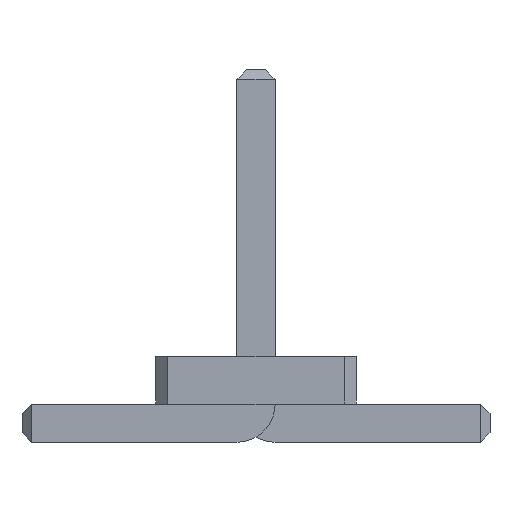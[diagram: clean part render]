
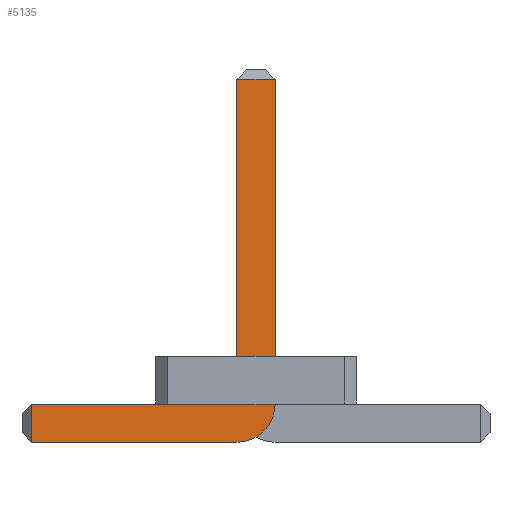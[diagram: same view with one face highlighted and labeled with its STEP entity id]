
A CAD part, front view. The second image highlights one B-rep face of the part: STEP entity #5135.
In plain terms, the highlighted planar face has unit normal (0, -1, 0).
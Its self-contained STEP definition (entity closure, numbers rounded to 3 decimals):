
#56=DIRECTION('',(0.,-1.,0.));
#67=DIRECTION('',(1.,0.,0.));
#1067=VECTOR('',#67,1.);
#1120=DIRECTION('',(-1.,0.,0.));
#2117=VECTOR('',#1120,1.);
#2281=DIRECTION('',(0.,0.,-1.));
#2300=VECTOR('',#2281,1.);
#4965=VECTOR('',#4966,1.);
#4966=DIRECTION('',(0.,0.,1.));
#4988=DIRECTION('',(-0.,-1.,-0.));
#4995=VERTEX_POINT('',#4996);
#4996=CARTESIAN_POINT('',(-2.35,-10.995,0.));
#4999=ORIENTED_EDGE('',*,*,#5000,.T.);
#5000=EDGE_CURVE('',#4995,#5001,#5003,.T.);
#5001=VERTEX_POINT('',#5002);
#5002=CARTESIAN_POINT('',(-0.2,-10.995,0.));
#5003=LINE('',#5004,#1067);
#5004=CARTESIAN_POINT('',(-2.45,-10.995,0.));
#5037=VERTEX_POINT('',#5038);
#5038=CARTESIAN_POINT('',(0.2,-10.995,0.4));
#5041=EDGE_CURVE('',#5001,#5037,#5042,.T.);
#5042=CIRCLE('',#5043,0.4);
#5043=AXIS2_PLACEMENT_3D('',#5044,#56,#2281);
#5044=CARTESIAN_POINT('',(-0.2,-10.995,0.4));
#5052=VERTEX_POINT('',#5044);
#5054=ORIENTED_EDGE('',*,*,#5055,.T.);
#5055=EDGE_CURVE('',#5052,#5056,#5058,.T.);
#5056=VERTEX_POINT('',#5057);
#5057=CARTESIAN_POINT('',(-2.35,-10.995,0.4));
#5058=LINE('',#5044,#2117);
#5068=ORIENTED_EDGE('',*,*,#5069,.T.);
#5069=EDGE_CURVE('',#5037,#5070,#5072,.T.);
#5070=VERTEX_POINT('',#5071);
#5071=CARTESIAN_POINT('',(0.2,-10.995,3.8));
#5072=LINE('',#5073,#4965);
#5073=CARTESIAN_POINT('',(0.2,-10.995,0.));
#5086=VERTEX_POINT('',#5087);
#5087=CARTESIAN_POINT('',(-0.2,-10.995,3.8));
#5089=ORIENTED_EDGE('',*,*,#5090,.T.);
#5090=EDGE_CURVE('',#5086,#5052,#5091,.T.);
#5091=LINE('',#5092,#2300);
#5092=CARTESIAN_POINT('',(-0.2,-10.995,3.9));
#5135=ADVANCED_FACE('',(#5136),#5145,.T.);
#5136=FACE_BOUND('',#5137,.T.);
#5137=EDGE_LOOP('',(#4999,#5138,#5068,#5139,#5089,#5054,#5142));
#5138=ORIENTED_EDGE('',*,*,#5041,.T.);
#5139=ORIENTED_EDGE('',*,*,#5140,.T.);
#5140=EDGE_CURVE('',#5070,#5086,#5141,.T.);
#5141=LINE('',#5071,#2117);
#5142=ORIENTED_EDGE('',*,*,#5143,.T.);
#5143=EDGE_CURVE('',#5056,#4995,#5144,.T.);
#5144=LINE('',#5057,#2300);
#5145=PLANE('',#5146);
#5146=AXIS2_PLACEMENT_3D('',#5147,#4988,#2281);
#5147=CARTESIAN_POINT('',(-0.524,-10.995,1.349));
